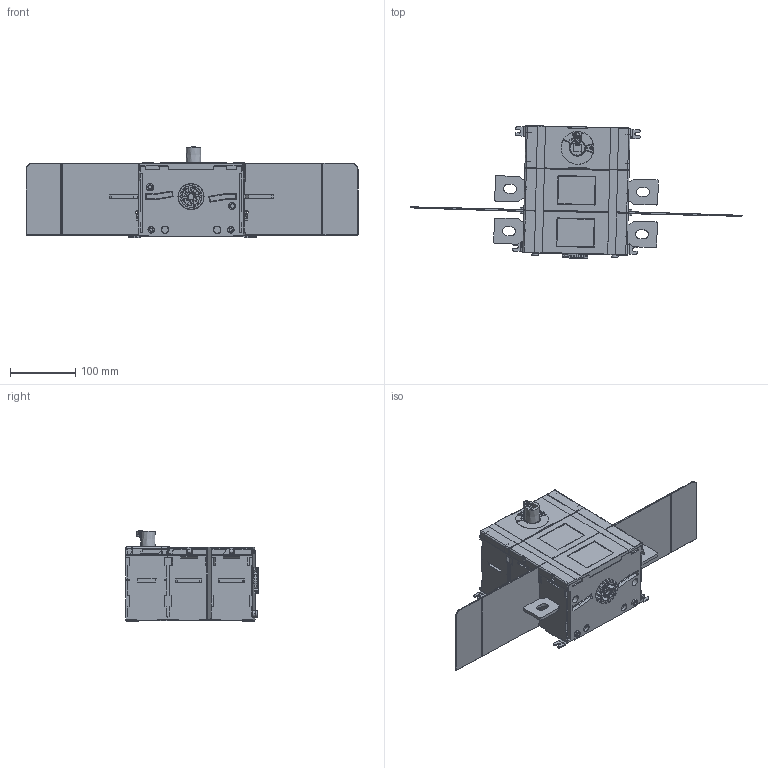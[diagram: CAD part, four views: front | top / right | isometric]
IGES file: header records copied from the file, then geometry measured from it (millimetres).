
Start section:  PTC IGES file: ot600u02_igs.igs
Global section: file name: ot600u02_igs.igs; native system: Creo Parametric by PTC Inc.; preprocessor: 2017480; author: FIALBJO; organization: Unknown; date: 20180810.134552; units: millimetre
Bounding box: 509.17 x 203.68 x 140 mm (x, y, z)
Volume: 3584908 mm3; surface area: 276951.8 mm2
Topology: 1 solids, 17 shells, 2643 faces, 7345 edges, 4748 vertices
Faces by surface type: bspline 1614, revolution 1025, extrusion 4
